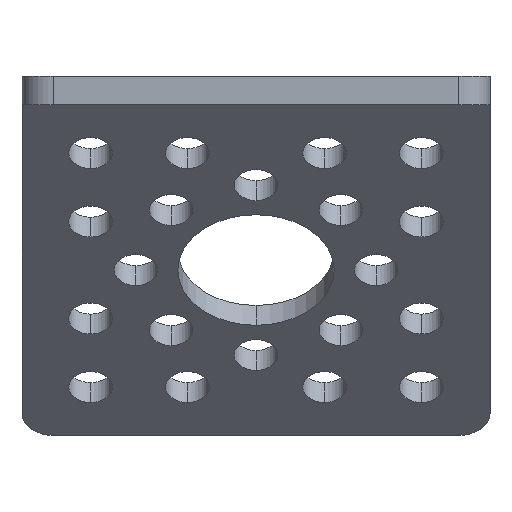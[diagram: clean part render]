
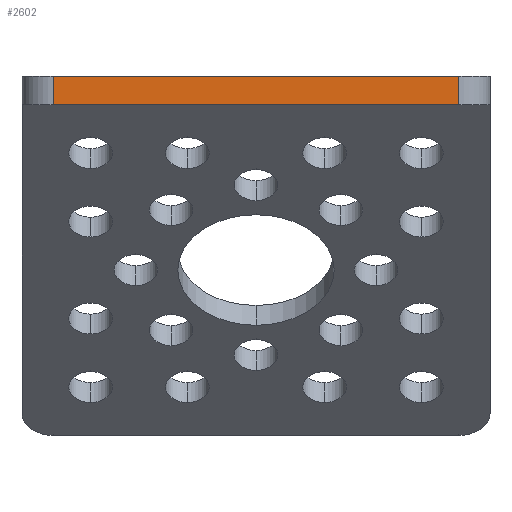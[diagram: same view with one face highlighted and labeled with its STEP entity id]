
A CAD part, left-side view. The second image highlights one B-rep face of the part: STEP entity #2602.
In plain terms, the highlighted planar face has unit normal (-1, 0, 0).
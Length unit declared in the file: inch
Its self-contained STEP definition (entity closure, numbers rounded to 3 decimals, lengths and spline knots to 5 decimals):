
#192 = CARTESIAN_POINT ( 'NONE',  ( 0., 1.5, 0. ) ) ;
#194 = EDGE_CURVE ( 'NONE', #3115, #2144, #2733, .T. ) ;
#260 = DIRECTION ( 'NONE',  ( 1., 0., 0. ) ) ;
#483 = ORIENTED_EDGE ( 'NONE', *, *, #588, .T. ) ;
#549 = PLANE ( 'NONE',  #809 ) ;
#551 = CARTESIAN_POINT ( 'NONE',  ( 0., 1.4, -0.09 ) ) ;
#588 = EDGE_CURVE ( 'NONE', #2144, #1404, #3384, .T. ) ;
#809 = AXIS2_PLACEMENT_3D ( 'NONE', #823, #260, #1940 ) ;
#823 = CARTESIAN_POINT ( 'NONE',  ( 0., 1.5, -0.09 ) ) ;
#842 = LINE ( 'NONE', #2957, #925 ) ;
#852 = CARTESIAN_POINT ( 'NONE',  ( 0., 0.1, -0.09 ) ) ;
#925 = VECTOR ( 'NONE', #2662, 39.37008 ) ;
#955 = EDGE_CURVE ( 'NONE', #3115, #1966, #1405, .T. ) ;
#996 = DIRECTION ( 'NONE',  ( 0., -1., 0. ) ) ;
#1258 = ORIENTED_EDGE ( 'NONE', *, *, #1799, .T. ) ;
#1272 = ORIENTED_EDGE ( 'NONE', *, *, #955, .F. ) ;
#1364 = DIRECTION ( 'NONE',  ( 0., 0., -1. ) ) ;
#1404 = VERTEX_POINT ( 'NONE', #852 ) ;
#1405 = LINE ( 'NONE', #192, #1492 ) ;
#1492 = VECTOR ( 'NONE', #996, 39.37008 ) ;
#1757 = CARTESIAN_POINT ( 'NONE',  ( 0., 1.4, -0.09 ) ) ;
#1799 = EDGE_CURVE ( 'NONE', #1404, #1966, #842, .T. ) ;
#1936 = EDGE_LOOP ( 'NONE', ( #1272, #3249, #483, #1258 ) ) ;
#1940 = DIRECTION ( 'NONE',  ( 0., 0., -1. ) ) ;
#1961 = CARTESIAN_POINT ( 'NONE',  ( 0., 1.5, -0.09 ) ) ;
#1966 = VERTEX_POINT ( 'NONE', #3238 ) ;
#2022 = FACE_OUTER_BOUND ( 'NONE', #1936, .T. ) ;
#2144 = VERTEX_POINT ( 'NONE', #1757 ) ;
#2430 = VECTOR ( 'NONE', #1364, 39.37008 ) ;
#2492 = DIRECTION ( 'NONE',  ( 0., -1., 0. ) ) ;
#2602 = ADVANCED_FACE ( 'NONE', ( #2022 ), #549, .F. ) ;
#2651 = VECTOR ( 'NONE', #2492, 39.37008 ) ;
#2662 = DIRECTION ( 'NONE',  ( 0., 0., 1. ) ) ;
#2733 = LINE ( 'NONE', #551, #2430 ) ;
#2957 = CARTESIAN_POINT ( 'NONE',  ( 0., 0.1, -0.09 ) ) ;
#3115 = VERTEX_POINT ( 'NONE', #3302 ) ;
#3238 = CARTESIAN_POINT ( 'NONE',  ( 0., 0.1, 0. ) ) ;
#3249 = ORIENTED_EDGE ( 'NONE', *, *, #194, .T. ) ;
#3302 = CARTESIAN_POINT ( 'NONE',  ( 0., 1.4, 0. ) ) ;
#3384 = LINE ( 'NONE', #1961, #2651 ) ;
